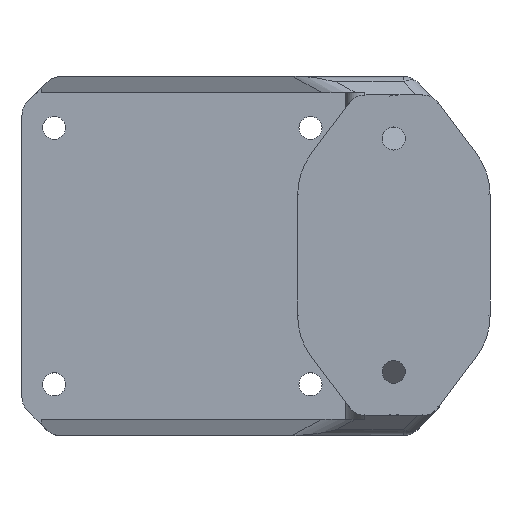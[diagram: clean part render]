
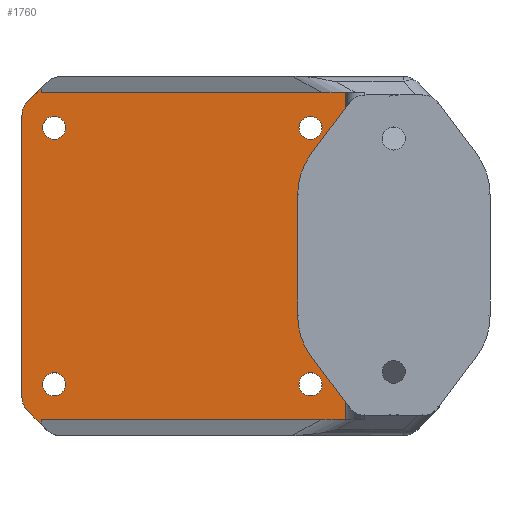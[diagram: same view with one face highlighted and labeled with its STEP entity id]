
A CAD part, top view. The second image highlights one B-rep face of the part: STEP entity #1760.
In plain terms, the highlighted planar face has unit normal (0, 0, 1).
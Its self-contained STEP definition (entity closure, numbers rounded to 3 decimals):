
#82=FACE_BOUND('',#520,.T.);
#83=FACE_BOUND('',#521,.T.);
#84=FACE_BOUND('',#522,.T.);
#85=FACE_BOUND('',#523,.T.);
#98=PLANE('',#1904);
#171=LINE('',#5885,#289);
#172=LINE('',#5886,#290);
#173=LINE('',#5888,#291);
#174=LINE('',#5890,#292);
#175=LINE('',#5892,#293);
#176=LINE('',#5894,#294);
#177=LINE('',#5898,#295);
#178=LINE('',#5902,#296);
#179=LINE('',#5903,#297);
#289=VECTOR('',#2215,10.);
#290=VECTOR('',#2216,10.);
#291=VECTOR('',#2217,10.);
#292=VECTOR('',#2218,10.);
#293=VECTOR('',#2219,10.);
#294=VECTOR('',#2220,10.);
#295=VECTOR('',#2223,10.);
#296=VECTOR('',#2226,10.);
#297=VECTOR('',#2227,10.);
#405=FACE_OUTER_BOUND('',#519,.T.);
#519=EDGE_LOOP('',(#1427,#1428,#1429,#1430,#1431,#1432,#1433,#1434,#1435,
#1436,#1437,#1438));
#520=EDGE_LOOP('',(#1439));
#521=EDGE_LOOP('',(#1440));
#522=EDGE_LOOP('',(#1441));
#523=EDGE_LOOP('',(#1442));
#585=B_SPLINE_CURVE_WITH_KNOTS('',3,(#4680,#4681,#4682,#4683,#4684,#4685,
#4686,#4687,#4688,#4689,#4690,#4691,#4692,#4693,#4694,#4695,#4696,#4697,
#4698,#4699,#4700,#4701,#4702,#4703,#4704,#4705),.UNSPECIFIED.,.F.,.F.,
(4,2,2,2,2,2,2,2,2,2,2,2,4),(0.,0.043,0.078,0.106,
0.123,0.13,0.136,0.552,
0.556,0.567,0.583,0.617,
0.654),.UNSPECIFIED.);
#678=CIRCLE('',#1905,3.);
#679=CIRCLE('',#1906,3.);
#680=CIRCLE('',#1907,1.8);
#681=CIRCLE('',#1908,1.8);
#682=CIRCLE('',#1909,1.8);
#683=CIRCLE('',#1910,1.8);
#730=VERTEX_POINT('',#4678);
#731=VERTEX_POINT('',#4679);
#820=VERTEX_POINT('',#5883);
#821=VERTEX_POINT('',#5884);
#822=VERTEX_POINT('',#5887);
#823=VERTEX_POINT('',#5889);
#824=VERTEX_POINT('',#5891);
#825=VERTEX_POINT('',#5893);
#826=VERTEX_POINT('',#5895);
#827=VERTEX_POINT('',#5897);
#828=VERTEX_POINT('',#5899);
#829=VERTEX_POINT('',#5901);
#830=VERTEX_POINT('',#5904);
#831=VERTEX_POINT('',#5906);
#832=VERTEX_POINT('',#5908);
#833=VERTEX_POINT('',#5910);
#895=EDGE_CURVE('',#730,#731,#585,.T.);
#1037=EDGE_CURVE('',#820,#821,#171,.T.);
#1038=EDGE_CURVE('',#730,#820,#172,.T.);
#1039=EDGE_CURVE('',#822,#731,#173,.T.);
#1040=EDGE_CURVE('',#823,#822,#174,.T.);
#1041=EDGE_CURVE('',#824,#823,#175,.T.);
#1042=EDGE_CURVE('',#825,#824,#176,.T.);
#1043=EDGE_CURVE('',#825,#826,#678,.T.);
#1044=EDGE_CURVE('',#826,#827,#177,.T.);
#1045=EDGE_CURVE('',#827,#828,#679,.T.);
#1046=EDGE_CURVE('',#829,#828,#178,.T.);
#1047=EDGE_CURVE('',#821,#829,#179,.T.);
#1048=EDGE_CURVE('',#830,#830,#680,.T.);
#1049=EDGE_CURVE('',#831,#831,#681,.T.);
#1050=EDGE_CURVE('',#832,#832,#682,.T.);
#1051=EDGE_CURVE('',#833,#833,#683,.T.);
#1427=ORIENTED_EDGE('',*,*,#1037,.F.);
#1428=ORIENTED_EDGE('',*,*,#1038,.F.);
#1429=ORIENTED_EDGE('',*,*,#895,.T.);
#1430=ORIENTED_EDGE('',*,*,#1039,.F.);
#1431=ORIENTED_EDGE('',*,*,#1040,.F.);
#1432=ORIENTED_EDGE('',*,*,#1041,.F.);
#1433=ORIENTED_EDGE('',*,*,#1042,.F.);
#1434=ORIENTED_EDGE('',*,*,#1043,.T.);
#1435=ORIENTED_EDGE('',*,*,#1044,.T.);
#1436=ORIENTED_EDGE('',*,*,#1045,.T.);
#1437=ORIENTED_EDGE('',*,*,#1046,.F.);
#1438=ORIENTED_EDGE('',*,*,#1047,.F.);
#1439=ORIENTED_EDGE('',*,*,#1048,.T.);
#1440=ORIENTED_EDGE('',*,*,#1049,.T.);
#1441=ORIENTED_EDGE('',*,*,#1050,.T.);
#1442=ORIENTED_EDGE('',*,*,#1051,.T.);
#1760=ADVANCED_FACE('',(#405,#82,#83,#84,#85),#98,.T.);
#1904=AXIS2_PLACEMENT_3D('',#5882,#2213,#2214);
#1905=AXIS2_PLACEMENT_3D('',#5896,#2221,#2222);
#1906=AXIS2_PLACEMENT_3D('',#5900,#2224,#2225);
#1907=AXIS2_PLACEMENT_3D('',#5905,#2228,#2229);
#1908=AXIS2_PLACEMENT_3D('',#5907,#2230,#2231);
#1909=AXIS2_PLACEMENT_3D('',#5909,#2232,#2233);
#1910=AXIS2_PLACEMENT_3D('',#5911,#2234,#2235);
#2213=DIRECTION('center_axis',(0.,0.,1.));
#2214=DIRECTION('ref_axis',(1.,0.,0.));
#2215=DIRECTION('',(-1.,0.,0.));
#2216=DIRECTION('',(0.,-1.,0.));
#2217=DIRECTION('',(0.,-1.,0.));
#2218=DIRECTION('',(1.,0.,0.));
#2219=DIRECTION('',(0.,-1.,0.));
#2220=DIRECTION('',(0.707,0.707,0.));
#2221=DIRECTION('center_axis',(0.,0.,1.));
#2222=DIRECTION('ref_axis',(0.,1.,0.));
#2223=DIRECTION('',(0.,-1.,0.));
#2224=DIRECTION('center_axis',(0.,0.,1.));
#2225=DIRECTION('ref_axis',(-1.,0.,0.));
#2226=DIRECTION('',(-0.707,0.707,0.));
#2227=DIRECTION('',(0.,-1.,0.));
#2228=DIRECTION('center_axis',(0.,0.,-1.));
#2229=DIRECTION('ref_axis',(1.,0.,0.));
#2230=DIRECTION('center_axis',(0.,0.,-1.));
#2231=DIRECTION('ref_axis',(1.,0.,0.));
#2232=DIRECTION('center_axis',(0.,0.,-1.));
#2233=DIRECTION('ref_axis',(1.,0.,0.));
#2234=DIRECTION('center_axis',(0.,0.,-1.));
#2235=DIRECTION('ref_axis',(1.,0.,0.));
#4678=CARTESIAN_POINT('',(25.5,-10.867,5.));
#4679=CARTESIAN_POINT('',(25.5,10.867,5.));
#4680=CARTESIAN_POINT('Ctrl Pts',(25.5,-10.867,5.));
#4681=CARTESIAN_POINT('Ctrl Pts',(25.5,-10.725,5.));
#4682=CARTESIAN_POINT('Ctrl Pts',(25.501,-10.576,5.));
#4683=CARTESIAN_POINT('Ctrl Pts',(25.502,-10.321,5.));
#4684=CARTESIAN_POINT('Ctrl Pts',(25.502,-10.201,5.));
#4685=CARTESIAN_POINT('Ctrl Pts',(25.503,-9.981,5.));
#4686=CARTESIAN_POINT('Ctrl Pts',(25.504,-9.888,5.));
#4687=CARTESIAN_POINT('Ctrl Pts',(25.504,-9.733,5.));
#4688=CARTESIAN_POINT('Ctrl Pts',(25.504,-9.674,5.));
#4689=CARTESIAN_POINT('Ctrl Pts',(25.504,-9.59,5.));
#4690=CARTESIAN_POINT('Ctrl Pts',(25.504,-9.566,5.));
#4691=CARTESIAN_POINT('Ctrl Pts',(25.504,-9.521,5.));
#4692=CARTESIAN_POINT('Ctrl Pts',(25.504,-9.505,5.));
#4693=CARTESIAN_POINT('Ctrl Pts',(25.504,-3.128,5.));
#4694=CARTESIAN_POINT('Ctrl Pts',(25.504,3.158,5.));
#4695=CARTESIAN_POINT('Ctrl Pts',(25.504,9.505,5.));
#4696=CARTESIAN_POINT('Ctrl Pts',(25.504,9.519,5.));
#4697=CARTESIAN_POINT('Ctrl Pts',(25.504,9.585,5.));
#4698=CARTESIAN_POINT('Ctrl Pts',(25.504,9.633,5.));
#4699=CARTESIAN_POINT('Ctrl Pts',(25.504,9.758,5.));
#4700=CARTESIAN_POINT('Ctrl Pts',(25.504,9.834,5.));
#4701=CARTESIAN_POINT('Ctrl Pts',(25.503,10.069,5.));
#4702=CARTESIAN_POINT('Ctrl Pts',(25.502,10.23,5.));
#4703=CARTESIAN_POINT('Ctrl Pts',(25.501,10.524,5.));
#4704=CARTESIAN_POINT('Ctrl Pts',(25.5,10.703,5.));
#4705=CARTESIAN_POINT('Ctrl Pts',(25.5,10.867,5.));
#5882=CARTESIAN_POINT('Origin',(7.75,0.,5.));
#5883=CARTESIAN_POINT('',(25.5,-25.5,5.));
#5884=CARTESIAN_POINT('',(-22.,-25.5,5.));
#5885=CARTESIAN_POINT('',(13.095,-25.5,5.));
#5886=CARTESIAN_POINT('',(25.5,24.905,5.));
#5887=CARTESIAN_POINT('',(25.5,25.5,5.));
#5888=CARTESIAN_POINT('',(25.5,24.905,5.));
#5889=CARTESIAN_POINT('',(-22.,25.5,5.));
#5890=CARTESIAN_POINT('',(-11.027,25.5,5.));
#5891=CARTESIAN_POINT('',(-22.,26.243,5.));
#5892=CARTESIAN_POINT('',(-22.,25.,5.));
#5893=CARTESIAN_POINT('',(-24.121,24.121,5.));
#5894=CARTESIAN_POINT('',(-25.185,23.057,5.));
#5895=CARTESIAN_POINT('',(-25.,22.,5.));
#5896=CARTESIAN_POINT('Origin',(-22.,22.,5.));
#5897=CARTESIAN_POINT('',(-25.,-22.,5.));
#5898=CARTESIAN_POINT('',(-25.,22.,5.));
#5899=CARTESIAN_POINT('',(-24.121,-24.121,5.));
#5900=CARTESIAN_POINT('Origin',(-22.,-22.,5.));
#5901=CARTESIAN_POINT('',(-22.,-26.243,5.));
#5902=CARTESIAN_POINT('',(-38.496,-9.747,5.));
#5903=CARTESIAN_POINT('',(-22.,25.,5.));
#5904=CARTESIAN_POINT('',(18.2,20.,5.));
#5905=CARTESIAN_POINT('Origin',(20.,20.,5.));
#5906=CARTESIAN_POINT('',(18.2,-20.,5.));
#5907=CARTESIAN_POINT('Origin',(20.,-20.,5.));
#5908=CARTESIAN_POINT('',(-21.8,-20.,5.));
#5909=CARTESIAN_POINT('Origin',(-20.,-20.,5.));
#5910=CARTESIAN_POINT('',(-21.8,20.,5.));
#5911=CARTESIAN_POINT('Origin',(-20.,20.,5.));
